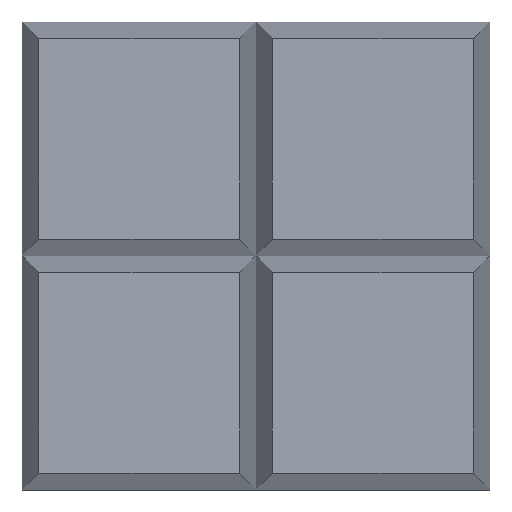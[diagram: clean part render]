
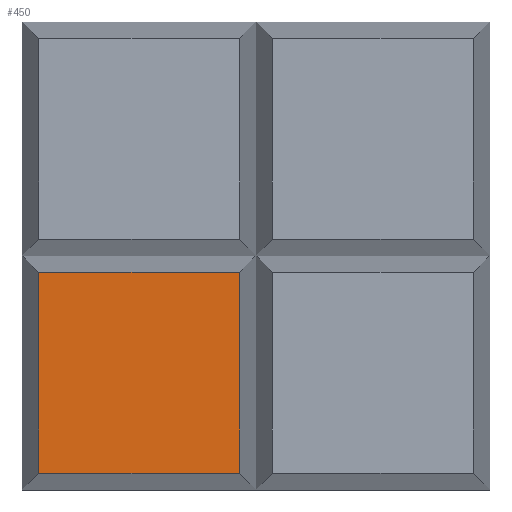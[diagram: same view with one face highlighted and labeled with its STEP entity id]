
A CAD part, top view. The second image highlights one B-rep face of the part: STEP entity #450.
In plain terms, the highlighted planar face has unit normal (0, 0, 1).
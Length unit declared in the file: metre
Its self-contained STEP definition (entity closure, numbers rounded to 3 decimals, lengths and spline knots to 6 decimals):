
#36=ORIENTED_EDGE('',*,*,#142,.F.);
#37=ORIENTED_EDGE('',*,*,#146,.T.);
#38=ORIENTED_EDGE('',*,*,#149,.F.);
#39=ORIENTED_EDGE('',*,*,#151,.T.);
#142=EDGE_CURVE('',#202,#203,#241,.T.);
#146=EDGE_CURVE('',#202,#205,#245,.F.);
#149=EDGE_CURVE('',#207,#205,#248,.T.);
#151=EDGE_CURVE('',#207,#203,#250,.F.);
#202=VERTEX_POINT('',#694);
#203=VERTEX_POINT('',#696);
#205=VERTEX_POINT('',#702);
#207=VERTEX_POINT('',#708);
#241=LINE('',#695,#301);
#245=LINE('',#703,#305);
#248=LINE('',#709,#308);
#250=LINE('',#712,#310);
#301=VECTOR('',#568,1.);
#305=VECTOR('',#574,1.);
#308=VECTOR('',#579,1.);
#310=VECTOR('',#583,1.);
#363=EDGE_LOOP('',(#36,#37,#38,#39));
#392=FACE_BOUND('',#363,.T.);
#421=PLANE('',#534);
#450=ADVANCED_FACE('',(#392),#421,.T.);
#534=AXIS2_PLACEMENT_3D('',#713,#584,#585);
#568=DIRECTION('',(1.,0.,0.));
#574=DIRECTION('',(0.,1.,0.));
#579=DIRECTION('',(-1.,0.,0.));
#583=DIRECTION('',(0.,-1.,0.));
#584=DIRECTION('',(0.,0.,1.));
#585=DIRECTION('',(1.,0.,0.));
#694=CARTESIAN_POINT('',(-0.000697,-0.000053,0.00055));
#695=CARTESIAN_POINT('',(-0.000375,-0.000053,0.00055));
#696=CARTESIAN_POINT('',(-0.000053,-0.000053,0.00055));
#702=CARTESIAN_POINT('',(-0.000697,-0.000697,0.00055));
#703=CARTESIAN_POINT('',(-0.000697,0.,0.00055));
#708=CARTESIAN_POINT('',(-0.000053,-0.000697,0.00055));
#709=CARTESIAN_POINT('',(-0.000375,-0.000697,0.00055));
#712=CARTESIAN_POINT('',(-0.000053,0.,0.00055));
#713=CARTESIAN_POINT('',(0.,0.,0.00055));
